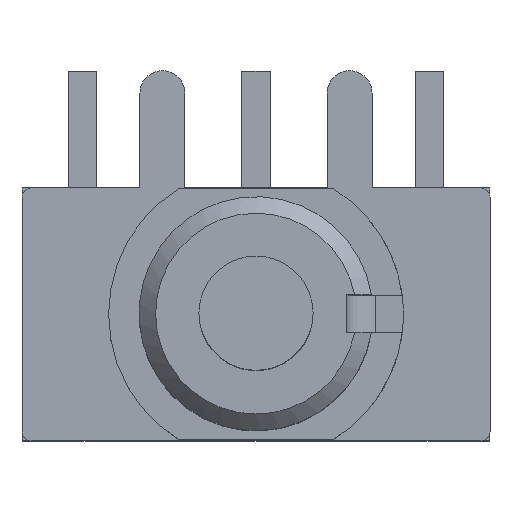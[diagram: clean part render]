
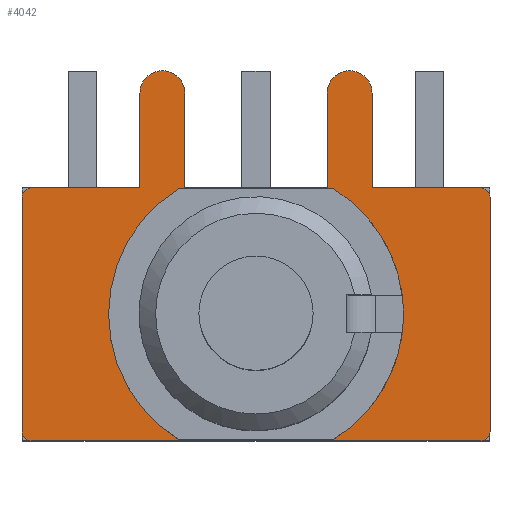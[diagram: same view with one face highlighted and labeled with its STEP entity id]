
A CAD part, top view. The second image highlights one B-rep face of the part: STEP entity #4042.
In plain terms, the highlighted planar face has unit normal (0, 0, 1).
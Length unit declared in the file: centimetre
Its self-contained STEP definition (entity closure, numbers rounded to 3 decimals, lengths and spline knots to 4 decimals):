
#136=FACE_BOUND('',#397,.T.);
#147=FACE_OUTER_BOUND('',#396,.T.);
#396=EDGE_LOOP('',(#2679,#2680,#2681,#2682,#2683,#2684,#2685,#2686,#2687,
#2688,#2689,#2690,#2691,#2692,#2693,#2694));
#397=EDGE_LOOP('',(#2695,#2696,#2697,#2698));
#665=LINE('',#5971,#1119);
#666=LINE('',#5975,#1120);
#667=LINE('',#5979,#1121);
#668=LINE('',#5983,#1122);
#669=LINE('',#5985,#1123);
#670=LINE('',#5989,#1124);
#671=LINE('',#5991,#1125);
#672=LINE('',#5993,#1126);
#673=LINE('',#5997,#1127);
#674=LINE('',#5998,#1128);
#675=LINE('',#6003,#1129);
#676=LINE('',#6006,#1130);
#1119=VECTOR('',#4730,1.);
#1120=VECTOR('',#4733,1.);
#1121=VECTOR('',#4736,1.);
#1122=VECTOR('',#4739,1.);
#1123=VECTOR('',#4740,1.);
#1124=VECTOR('',#4743,1.);
#1125=VECTOR('',#4744,1.);
#1126=VECTOR('',#4745,1.);
#1127=VECTOR('',#4748,1.);
#1128=VECTOR('',#4749,1.);
#1129=VECTOR('',#4752,1.);
#1130=VECTOR('',#4755,1.);
#1569=CIRCLE('',#4317,0.025);
#1570=CIRCLE('',#4318,0.025);
#1571=CIRCLE('',#4319,0.025);
#1572=CIRCLE('',#4320,0.025);
#1573=CIRCLE('',#4321,0.061);
#1574=CIRCLE('',#4322,0.061);
#1575=CIRCLE('',#4323,0.4);
#1576=CIRCLE('',#4324,0.4);
#1696=VERTEX_POINT('',#5967);
#1697=VERTEX_POINT('',#5968);
#1698=VERTEX_POINT('',#5970);
#1699=VERTEX_POINT('',#5972);
#1700=VERTEX_POINT('',#5974);
#1701=VERTEX_POINT('',#5976);
#1702=VERTEX_POINT('',#5978);
#1703=VERTEX_POINT('',#5980);
#1704=VERTEX_POINT('',#5982);
#1705=VERTEX_POINT('',#5984);
#1706=VERTEX_POINT('',#5986);
#1707=VERTEX_POINT('',#5988);
#1708=VERTEX_POINT('',#5990);
#1709=VERTEX_POINT('',#5992);
#1710=VERTEX_POINT('',#5994);
#1711=VERTEX_POINT('',#5996);
#1712=VERTEX_POINT('',#5999);
#1713=VERTEX_POINT('',#6000);
#1714=VERTEX_POINT('',#6002);
#1715=VERTEX_POINT('',#6004);
#2072=EDGE_CURVE('',#1696,#1697,#1569,.T.);
#2073=EDGE_CURVE('',#1698,#1696,#665,.T.);
#2074=EDGE_CURVE('',#1699,#1698,#1570,.T.);
#2075=EDGE_CURVE('',#1700,#1699,#666,.T.);
#2076=EDGE_CURVE('',#1701,#1700,#1571,.T.);
#2077=EDGE_CURVE('',#1702,#1701,#667,.T.);
#2078=EDGE_CURVE('',#1703,#1702,#1572,.T.);
#2079=EDGE_CURVE('',#1704,#1703,#668,.T.);
#2080=EDGE_CURVE('',#1705,#1704,#669,.T.);
#2081=EDGE_CURVE('',#1706,#1705,#1573,.T.);
#2082=EDGE_CURVE('',#1707,#1706,#670,.T.);
#2083=EDGE_CURVE('',#1708,#1707,#671,.T.);
#2084=EDGE_CURVE('',#1709,#1708,#672,.T.);
#2085=EDGE_CURVE('',#1710,#1709,#1574,.T.);
#2086=EDGE_CURVE('',#1711,#1710,#673,.T.);
#2087=EDGE_CURVE('',#1697,#1711,#674,.T.);
#2088=EDGE_CURVE('',#1712,#1713,#1575,.T.);
#2089=EDGE_CURVE('',#1713,#1714,#675,.T.);
#2090=EDGE_CURVE('',#1714,#1715,#1576,.T.);
#2091=EDGE_CURVE('',#1715,#1712,#676,.T.);
#2679=ORIENTED_EDGE('',*,*,#2072,.F.);
#2680=ORIENTED_EDGE('',*,*,#2073,.F.);
#2681=ORIENTED_EDGE('',*,*,#2074,.F.);
#2682=ORIENTED_EDGE('',*,*,#2075,.F.);
#2683=ORIENTED_EDGE('',*,*,#2076,.F.);
#2684=ORIENTED_EDGE('',*,*,#2077,.F.);
#2685=ORIENTED_EDGE('',*,*,#2078,.F.);
#2686=ORIENTED_EDGE('',*,*,#2079,.F.);
#2687=ORIENTED_EDGE('',*,*,#2080,.F.);
#2688=ORIENTED_EDGE('',*,*,#2081,.F.);
#2689=ORIENTED_EDGE('',*,*,#2082,.F.);
#2690=ORIENTED_EDGE('',*,*,#2083,.F.);
#2691=ORIENTED_EDGE('',*,*,#2084,.F.);
#2692=ORIENTED_EDGE('',*,*,#2085,.F.);
#2693=ORIENTED_EDGE('',*,*,#2086,.F.);
#2694=ORIENTED_EDGE('',*,*,#2087,.F.);
#2695=ORIENTED_EDGE('',*,*,#2088,.T.);
#2696=ORIENTED_EDGE('',*,*,#2089,.T.);
#2697=ORIENTED_EDGE('',*,*,#2090,.T.);
#2698=ORIENTED_EDGE('',*,*,#2091,.T.);
#3874=PLANE('',#4316);
#4042=ADVANCED_FACE('',(#147,#136),#3874,.F.);
#4316=AXIS2_PLACEMENT_3D('',#5966,#4726,#4727);
#4317=AXIS2_PLACEMENT_3D('',#5969,#4728,#4729);
#4318=AXIS2_PLACEMENT_3D('',#5973,#4731,#4732);
#4319=AXIS2_PLACEMENT_3D('',#5977,#4734,#4735);
#4320=AXIS2_PLACEMENT_3D('',#5981,#4737,#4738);
#4321=AXIS2_PLACEMENT_3D('',#5987,#4741,#4742);
#4322=AXIS2_PLACEMENT_3D('',#5995,#4746,#4747);
#4323=AXIS2_PLACEMENT_3D('',#6001,#4750,#4751);
#4324=AXIS2_PLACEMENT_3D('',#6005,#4753,#4754);
#4726=DIRECTION('center_axis',(0.,0.,
-1.));
#4727=DIRECTION('ref_axis',(0.,-1.,0.));
#4728=DIRECTION('center_axis',(0.,0.,
-1.));
#4729=DIRECTION('ref_axis',(-0.707,0.707,0.));
#4730=DIRECTION('',(0.,1.,0.));
#4731=DIRECTION('center_axis',(0.,0.,
-1.));
#4732=DIRECTION('ref_axis',(-0.707,-0.707,0.));
#4733=DIRECTION('',(-1.,0.,0.));
#4734=DIRECTION('center_axis',(0.,0.,
-1.));
#4735=DIRECTION('ref_axis',(0.707,-0.707,0.));
#4736=DIRECTION('',(0.,-1.,0.));
#4737=DIRECTION('center_axis',(0.,0.,
-1.));
#4738=DIRECTION('ref_axis',(0.707,0.707,0.));
#4739=DIRECTION('',(1.,0.,0.));
#4740=DIRECTION('',(0.,-1.,0.));
#4741=DIRECTION('center_axis',(0.,0.,
-1.));
#4742=DIRECTION('ref_axis',(-1.,0.,0.));
#4743=DIRECTION('',(0.,1.,0.));
#4744=DIRECTION('',(1.,0.,0.));
#4745=DIRECTION('',(0.,-1.,0.));
#4746=DIRECTION('center_axis',(0.,0.,
-1.));
#4747=DIRECTION('ref_axis',(-1.,0.,0.));
#4748=DIRECTION('',(0.,1.,0.));
#4749=DIRECTION('',(1.,0.,0.));
#4750=DIRECTION('center_axis',(0.,0.,
-1.));
#4751=DIRECTION('ref_axis',(-0.527,0.85,0.));
#4752=DIRECTION('',(-1.,0.,0.));
#4753=DIRECTION('center_axis',(0.,0.,
-1.));
#4754=DIRECTION('ref_axis',(0.527,-0.85,0.));
#4755=DIRECTION('',(1.,0.,0.));
#5966=CARTESIAN_POINT('Origin',(0.,0.1269,
1.0335));
#5967=CARTESIAN_POINT('',(-0.635,0.318,1.0335));
#5968=CARTESIAN_POINT('',(-0.61,0.343,1.0335));
#5969=CARTESIAN_POINT('Origin',(-0.61,0.318,1.0335));
#5970=CARTESIAN_POINT('',(-0.635,-0.318,1.0335));
#5971=CARTESIAN_POINT('',(-0.635,-0.343,1.0335));
#5972=CARTESIAN_POINT('',(-0.61,-0.343,1.0335));
#5973=CARTESIAN_POINT('Origin',(-0.61,-0.318,1.0335));
#5974=CARTESIAN_POINT('',(0.61,-0.343,1.0335));
#5975=CARTESIAN_POINT('',(0.635,-0.343,1.0335));
#5976=CARTESIAN_POINT('',(0.635,-0.318,1.0335));
#5977=CARTESIAN_POINT('Origin',(0.61,-0.318,1.0335));
#5978=CARTESIAN_POINT('',(0.635,0.318,1.0335));
#5979=CARTESIAN_POINT('',(0.635,0.343,1.0335));
#5980=CARTESIAN_POINT('',(0.61,0.343,1.0335));
#5981=CARTESIAN_POINT('Origin',(0.61,0.318,1.0335));
#5982=CARTESIAN_POINT('',(0.315,0.343,1.0335));
#5983=CARTESIAN_POINT('',(0.315,0.343,1.0335));
#5984=CARTESIAN_POINT('',(0.315,0.6,1.0335));
#5985=CARTESIAN_POINT('',(0.315,0.6,1.0335));
#5986=CARTESIAN_POINT('',(0.193,0.6,1.0335));
#5987=CARTESIAN_POINT('Origin',(0.254,0.6,1.0335));
#5988=CARTESIAN_POINT('',(0.193,0.343,1.0335));
#5989=CARTESIAN_POINT('',(0.193,0.343,1.0335));
#5990=CARTESIAN_POINT('',(-0.193,0.343,1.0335));
#5991=CARTESIAN_POINT('',(-0.193,0.343,1.0335));
#5992=CARTESIAN_POINT('',(-0.193,0.6,1.0335));
#5993=CARTESIAN_POINT('',(-0.193,0.6,1.0335));
#5994=CARTESIAN_POINT('',(-0.315,0.6,1.0335));
#5995=CARTESIAN_POINT('Origin',(-0.254,0.6,1.0335));
#5996=CARTESIAN_POINT('',(-0.315,0.343,1.0335));
#5997=CARTESIAN_POINT('',(-0.315,0.343,1.0335));
#5998=CARTESIAN_POINT('',(-0.635,0.343,1.0335));
#5999=CARTESIAN_POINT('',(0.2107,0.34,1.0335));
#6000=CARTESIAN_POINT('',(0.2107,-0.34,1.0335));
#6001=CARTESIAN_POINT('Origin',(0.,0.,
1.0335));
#6002=CARTESIAN_POINT('',(-0.2107,-0.34,1.0335));
#6003=CARTESIAN_POINT('',(0.2107,-0.34,1.0335));
#6004=CARTESIAN_POINT('',(-0.2107,0.34,1.0335));
#6005=CARTESIAN_POINT('Origin',(0.,0.,
1.0335));
#6006=CARTESIAN_POINT('',(-0.2107,0.34,1.0335));
